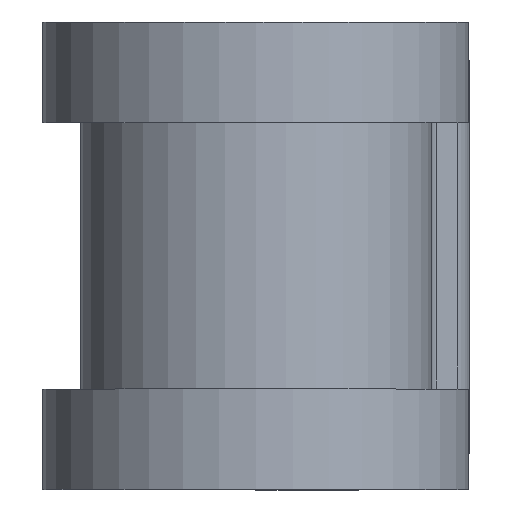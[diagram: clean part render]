
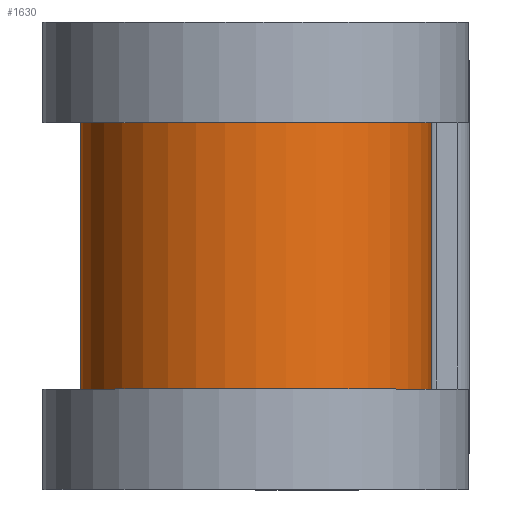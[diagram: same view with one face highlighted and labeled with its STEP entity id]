
A CAD part, top view. The second image highlights one B-rep face of the part: STEP entity #1630.
In plain terms, the highlighted cylindrical face has radius 7.099 mm (diameter 14.199 mm), a partial arc.
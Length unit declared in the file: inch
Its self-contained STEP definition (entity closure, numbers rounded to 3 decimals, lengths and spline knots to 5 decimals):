
#209 = EDGE_CURVE ( 'NONE', #407, #1307, #288, .T. ) ;
#239 = EDGE_CURVE ( 'NONE', #756, #407, #267, .T. ) ;
#250 = VECTOR ( 'NONE', #820, 39.37008 ) ;
#263 = AXIS2_PLACEMENT_3D ( 'NONE', #1316, #1703, #921 ) ;
#267 = CIRCLE ( 'NONE', #278, 0.2795 ) ;
#278 = AXIS2_PLACEMENT_3D ( 'NONE', #616, #758, #1174 ) ;
#288 = LINE ( 'NONE', #1489, #250 ) ;
#388 = VERTEX_POINT ( 'NONE', #795 ) ;
#407 = VERTEX_POINT ( 'NONE', #1498 ) ;
#498 = CIRCLE ( 'NONE', #1280, 0.2795 ) ;
#535 = CARTESIAN_POINT ( 'NONE',  ( 0., -0.2125, 0. ) ) ;
#542 = DIRECTION ( 'NONE',  ( 0., -1., 0. ) ) ;
#552 = DIRECTION ( 'NONE',  ( 0., 0., -1. ) ) ;
#569 = VECTOR ( 'NONE', #1727, 39.37008 ) ;
#616 = CARTESIAN_POINT ( 'NONE',  ( 0., 0.2125, 0. ) ) ;
#660 = CARTESIAN_POINT ( 'NONE',  ( 0.2795, 0.3125, 0. ) ) ;
#689 = CARTESIAN_POINT ( 'NONE',  ( 0.2795, 0.2125, 0. ) ) ;
#712 = EDGE_CURVE ( 'NONE', #388, #1307, #498, .T. ) ;
#756 = VERTEX_POINT ( 'NONE', #689 ) ;
#758 = DIRECTION ( 'NONE',  ( 0., -1., 0. ) ) ;
#795 = CARTESIAN_POINT ( 'NONE',  ( 0.2795, -0.2125, 0. ) ) ;
#820 = DIRECTION ( 'NONE',  ( 0., -1., 0. ) ) ;
#824 = ORIENTED_EDGE ( 'NONE', *, *, #209, .T. ) ;
#845 = ORIENTED_EDGE ( 'NONE', *, *, #1394, .F. ) ;
#921 = DIRECTION ( 'NONE',  ( 0., 0., -1. ) ) ;
#1033 = ORIENTED_EDGE ( 'NONE', *, *, #239, .T. ) ;
#1118 = ORIENTED_EDGE ( 'NONE', *, *, #712, .F. ) ;
#1167 = LINE ( 'NONE', #660, #569 ) ;
#1174 = DIRECTION ( 'NONE',  ( 0., 0., -1. ) ) ;
#1190 = CYLINDRICAL_SURFACE ( 'NONE', #263, 0.2795 ) ;
#1239 = FACE_OUTER_BOUND ( 'NONE', #1518, .T. ) ;
#1280 = AXIS2_PLACEMENT_3D ( 'NONE', #535, #542, #552 ) ;
#1307 = VERTEX_POINT ( 'NONE', #1585 ) ;
#1316 = CARTESIAN_POINT ( 'NONE',  ( 0., 0.3125, 0. ) ) ;
#1394 = EDGE_CURVE ( 'NONE', #756, #388, #1167, .T. ) ;
#1489 = CARTESIAN_POINT ( 'NONE',  ( 0., 0.3125, -0.2795 ) ) ;
#1498 = CARTESIAN_POINT ( 'NONE',  ( 0., 0.2125, -0.2795 ) ) ;
#1518 = EDGE_LOOP ( 'NONE', ( #845, #1033, #824, #1118 ) ) ;
#1585 = CARTESIAN_POINT ( 'NONE',  ( 0., -0.2125, -0.2795 ) ) ;
#1630 = ADVANCED_FACE ( 'NONE', ( #1239 ), #1190, .T. ) ;
#1703 = DIRECTION ( 'NONE',  ( 0., -1., 0. ) ) ;
#1727 = DIRECTION ( 'NONE',  ( 0., -1., 0. ) ) ;
